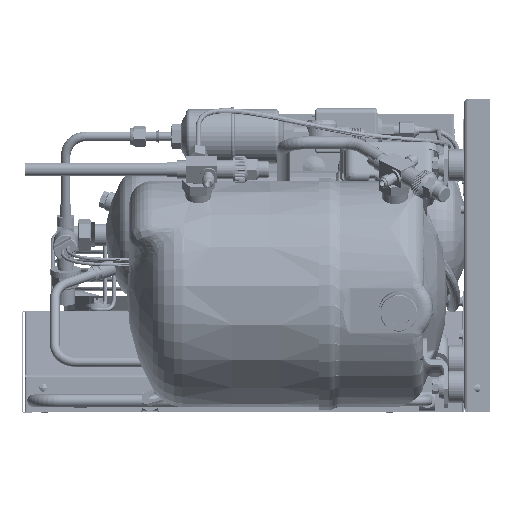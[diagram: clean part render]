
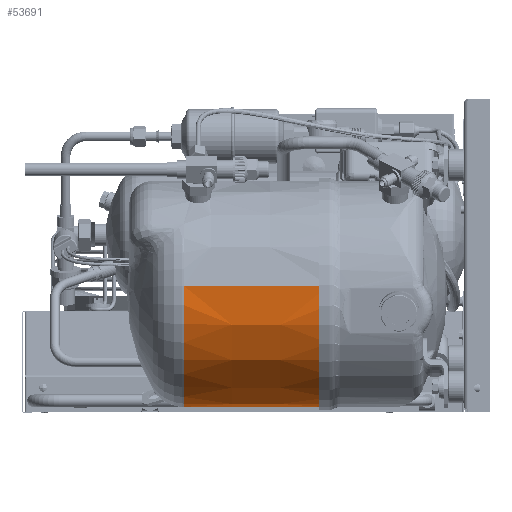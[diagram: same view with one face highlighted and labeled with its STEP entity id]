
A CAD part, left-side view. The second image highlights one B-rep face of the part: STEP entity #53691.
In plain terms, the highlighted conical face has half-angle 0.05 degrees and reference radius 112.138 mm.
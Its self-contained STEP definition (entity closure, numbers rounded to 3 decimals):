
#51412=CARTESIAN_POINT('',(0.,-9.569,
0.));
#51413=DIRECTION('',(0.,1.,0.));
#51414=DIRECTION('',(0.94,0.,0.342));
#51415=AXIS2_PLACEMENT_3D('',#51412,#51413,#51414);
#51432=DIRECTION('',(-0.001,1.,0.));
#51433=VECTOR('',#51432,13.569);
#51434=CARTESIAN_POINT('',(98.259,120.331,
-53.932));
#51435=LINE('',#51434,#51433);
#51436=CARTESIAN_POINT('',(0.,120.331,
0.));
#51437=DIRECTION('',(0.,-1.,0.));
#51438=DIRECTION('',(0.752,0.,-0.659));
#51439=AXIS2_PLACEMENT_3D('',#51436,#51437,#51438);
#51441=DIRECTION('',(0.001,-1.,-0.001));
#51442=VECTOR('',#51441,13.569);
#51443=CARTESIAN_POINT('',(84.277,133.9,
-73.88));
#51444=LINE('',#51443,#51442);
#51445=DIRECTION('',(-0.001,-1.,0.));
#51446=VECTOR('',#51445,143.469);
#51447=CARTESIAN_POINT('',(-105.316,133.9,
-38.332));
#51448=LINE('',#51447,#51446);
#51454=CARTESIAN_POINT('',(0.,133.9,
0.));
#51455=DIRECTION('',(0.,-1.,0.));
#51456=DIRECTION('',(0.877,0.,-0.481));
#51457=AXIS2_PLACEMENT_3D('',#51454,#51455,#51456);
#51505=CARTESIAN_POINT('',(0.,133.9,
0.));
#51506=DIRECTION('',(0.,-1.,0.));
#51507=DIRECTION('',(-0.94,0.,-0.342));
#51508=AXIS2_PLACEMENT_3D('',#51505,#51506,#51507);
#51599=DIRECTION('',(0.001,-1.,0.));
#51600=VECTOR('',#51599,143.469);
#51601=CARTESIAN_POINT('',(105.316,133.9,38.332));
#51602=LINE('',#51601,#51600);
#53265=CARTESIAN_POINT('',(105.434,-9.569,
38.375));
#53266=CARTESIAN_POINT('',(-105.434,-9.569,
-38.375));
#53267=VERTEX_POINT('',#53265);
#53268=VERTEX_POINT('',#53266);
#53273=CARTESIAN_POINT('',(-105.316,133.9,
-38.332));
#53274=VERTEX_POINT('',#53273);
#53275=CARTESIAN_POINT('',(105.316,133.9,38.332));
#53276=VERTEX_POINT('',#53275);
#53516=CARTESIAN_POINT('',(98.259,120.331,
-53.932));
#53517=CARTESIAN_POINT('',(98.248,133.9,
-53.926));
#53518=VERTEX_POINT('',#53516);
#53519=VERTEX_POINT('',#53517);
#53520=CARTESIAN_POINT('',(84.286,120.331,
-73.887));
#53521=VERTEX_POINT('',#53520);
#53522=CARTESIAN_POINT('',(84.277,133.9,
-73.88));
#53523=VERTEX_POINT('',#53522);
#53669=CARTESIAN_POINT('',(0.,62.165,
0.));
#53670=DIRECTION('',(0.,-1.,0.));
#53671=DIRECTION('',(0.94,0.,0.342));
#53672=AXIS2_PLACEMENT_3D('',#53669,#53670,#53671);
#53673=CONICAL_SURFACE('',#53672,112.138,0.05);
#53675=ORIENTED_EDGE('',*,*,#53674,.F.);
#53677=ORIENTED_EDGE('',*,*,#53676,.F.);
#53679=ORIENTED_EDGE('',*,*,#53678,.F.);
#53681=ORIENTED_EDGE('',*,*,#53680,.F.);
#53683=ORIENTED_EDGE('',*,*,#53682,.T.);
#53684=ORIENTED_EDGE('',*,*,#53657,.F.);
#53686=ORIENTED_EDGE('',*,*,#53685,.F.);
#53688=ORIENTED_EDGE('',*,*,#53687,.F.);
#53689=EDGE_LOOP('',(#53675,#53677,#53679,#53681,#53683,#53684,#53686,#53688));
#53690=FACE_OUTER_BOUND('',#53689,.F.);
#53691=ADVANCED_FACE('',(#53690),#53673,.T.);
#51416=CIRCLE('',#51415,112.2);
#51440=CIRCLE('',#51439,112.087);
#51458=CIRCLE('',#51457,112.075);
#51509=CIRCLE('',#51508,112.075);
#53657=EDGE_CURVE('',#53267,#53268,#51416,.T.);
#53674=EDGE_CURVE('',#53518,#53519,#51435,.T.);
#53676=EDGE_CURVE('',#53521,#53518,#51440,.T.);
#53678=EDGE_CURVE('',#53523,#53521,#51444,.T.);
#53680=EDGE_CURVE('',#53274,#53523,#51509,.T.);
#53682=EDGE_CURVE('',#53274,#53268,#51448,.T.);
#53685=EDGE_CURVE('',#53276,#53267,#51602,.T.);
#53687=EDGE_CURVE('',#53519,#53276,#51458,.T.);
